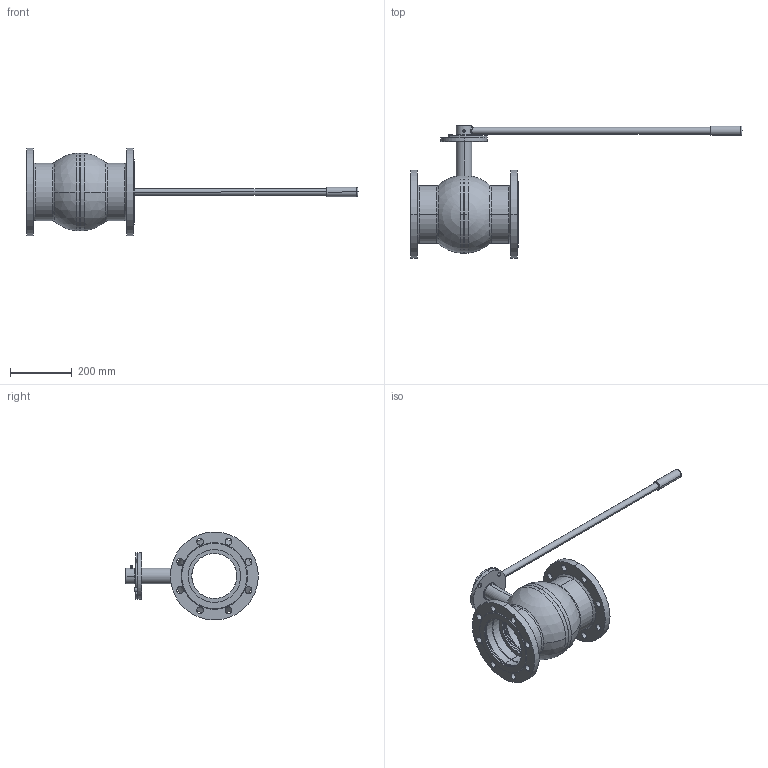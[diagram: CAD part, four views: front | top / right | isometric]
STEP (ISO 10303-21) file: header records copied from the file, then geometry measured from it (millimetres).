
FILE_DESCRIPTION (( 'STEP AP214' ), '1' );
FILE_NAME ('8600416150 010.step', '2025-05-29T08:18:40', ( '' ), ( '' ), 'SwSTEP 2.0', 'SolidWorks 2023', '' );
FILE_SCHEMA (( 'AUTOMOTIVE_DESIGN' ));
Length unit declared in the file: millimetre
Products named in the file (1): 8600416150 010
Bounding box: 1075.5 x 429.84 x 285 mm (x, y, z)
Surface area: 817050 mm2 (no closed solid volume)
Topology: 0 solids, 52 shells, 287 faces, 1202 edges, 940 vertices
Faces by surface type: cylinder 148, cone 63, plane 35, torus 32, sphere 6, bspline 3
Entity records: 15830 total; most frequent: CARTESIAN_POINT 6392, DIRECTION 1957, ORIENTED_EDGE 1730, EDGE_CURVE 1202, VERTEX_POINT 940, AXIS2_PLACEMENT_3D 801, CIRCLE 516, EDGE_LOOP 362
